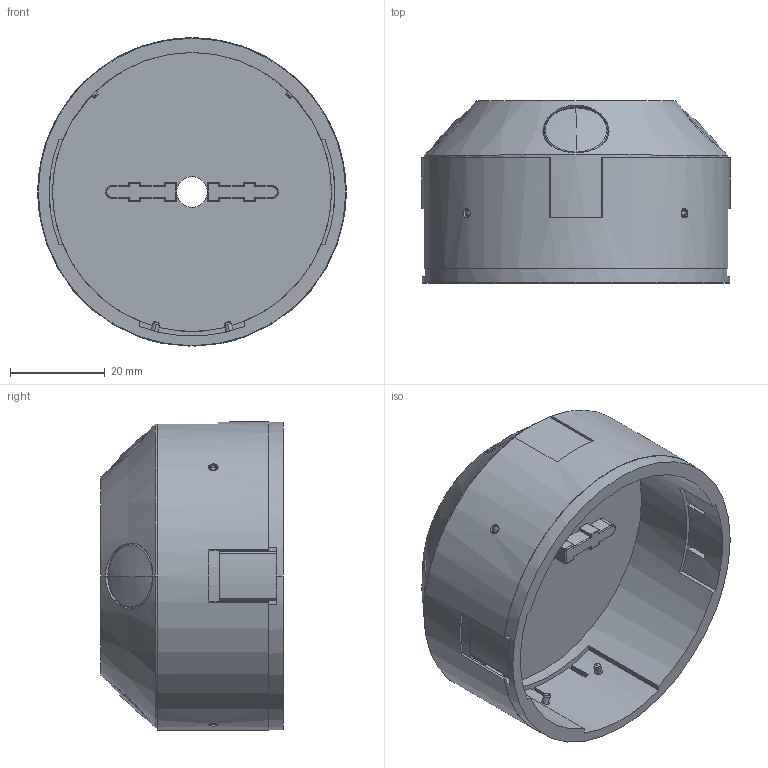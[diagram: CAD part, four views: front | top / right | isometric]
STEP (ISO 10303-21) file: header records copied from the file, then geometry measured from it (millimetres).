
FILE_DESCRIPTION((''),'2;1');
FILE_NAME('DM_CAD-1597A_SW0001','2015-09-14T',('Creinig-se'),(''),'PRO/ENGINEER BY PARAMETRIC TECHNOLOGY CORPORATION, 2013050','PRO/ENGINEER BY PARAMETRIC TECHNOLOGY CORPORATION, 2013050','');
FILE_SCHEMA(('CONFIG_CONTROL_DESIGN'));
Length unit declared in the file: millimetre
Products named in the file (1): DM_CAD-1597A_SW0001
Bounding box: 65.2 x 38.5 x 65.2 mm (x, y, z)
Volume: 49371.3 mm3; surface area: 19423.4 mm2
Topology: 5 solids, 5 shells, 322 faces, 864 edges, 512 vertices
Faces by surface type: cylinder 117, plane 103, sphere 40, bspline 24, cone 20, torus 18
Entity records: 15352 total; most frequent: CARTESIAN_POINT 5518, ORIENTED_EDGE 1648, DIRECTION 1616, EDGE_CURVE 824, AXIS2_PLACEMENT_3D 602, VERTEX_POINT 512, VECTOR 412, LINE 412
